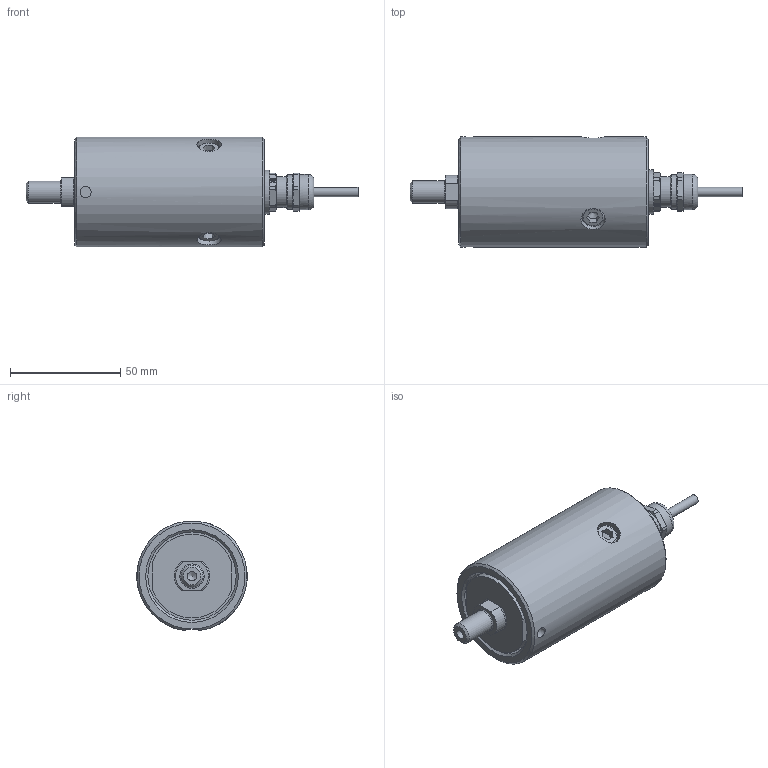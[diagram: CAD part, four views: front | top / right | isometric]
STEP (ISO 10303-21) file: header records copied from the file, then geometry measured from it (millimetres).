
FILE_DESCRIPTION (( 'STEP AP214' ), '1' );
FILE_NAME ('ZAK-A10N...2000N-T STEP.STEP', '2024-12-11T07:54:56', ( '' ), ( '' ), 'SwSTEP 2.0', 'SolidWorks 2023', '' );
FILE_SCHEMA (( 'AUTOMOTIVE_DESIGN' ));
Length unit declared in the file: millimetre
Products named in the file (1): ZAK-A10N...2000N-T STEP
Bounding box: 150.5 x 50 x 49.73 mm (x, y, z)
Volume: 140654 mm3; surface area: 44066.8 mm2
Topology: 8 solids, 9 shells, 248 faces, 584 edges, 367 vertices
Faces by surface type: plane 121, cylinder 73, cone 42, torus 12
Full cylindrical faces by diameter (mm): 3 x2, 3.5 x1, 4.2 x2, 5 x5, 6 x3, 6.6 x3, 10 x4, 10.159 x1, 10.16 x1, 11 x3, 12 x1, 14 x1, 14.159 x1, 14.5 x1, 15.68 x1, 15.98 x1, 16 x1, 20 x1, 28 x2, 40 x1
Entity records: 7553 total; most frequent: CARTESIAN_POINT 2152, DIRECTION 1118, ORIENTED_EDGE 968, EDGE_CURVE 484, AXIS2_PLACEMENT_3D 443, EDGE_LOOP 356, VERTEX_POINT 344, FACE_OUTER_BOUND 294
